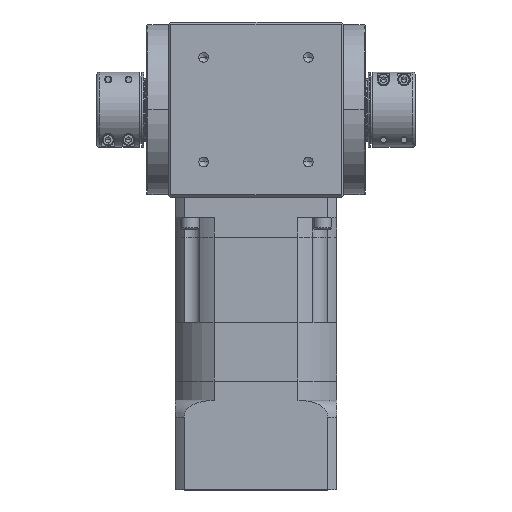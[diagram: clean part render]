
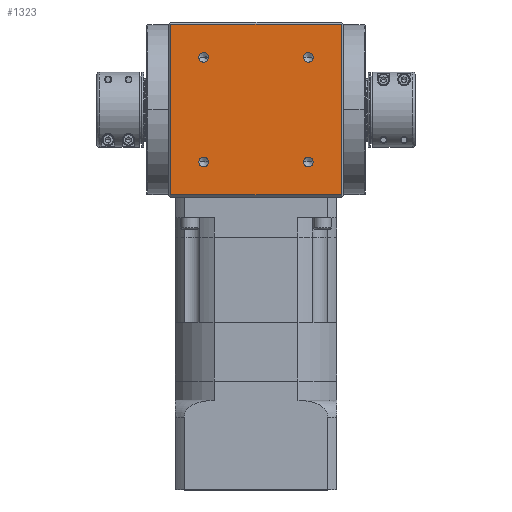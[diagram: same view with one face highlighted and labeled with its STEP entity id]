
A CAD part, top view. The second image highlights one B-rep face of the part: STEP entity #1323.
In plain terms, the highlighted planar face has unit normal (0, 0, 1).
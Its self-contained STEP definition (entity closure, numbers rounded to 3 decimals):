
#22 = CARTESIAN_POINT ( 'NONE',  ( -45.962, 236.038, 77. ) ) ;
#81 = DIRECTION ( 'NONE',  ( 0., 0., 1. ) ) ;
#225 = EDGE_CURVE ( 'NONE', #34789, #28653, #15958, .T. ) ;
#1096 = DIRECTION ( 'NONE',  ( 0., -1., 0. ) ) ;
#1218 = CARTESIAN_POINT ( 'NONE',  ( -45.962, 240.288, 77. ) ) ;
#1243 = DIRECTION ( 'NONE',  ( 0., -1., 0. ) ) ;
#1323 = ADVANCED_FACE ( 'NONE', ( #6822, #5894, #28750, #11989, #4028 ), #33294, .F. ) ;
#1368 = AXIS2_PLACEMENT_3D ( 'NONE', #18065, #81, #21043 ) ;
#2001 = DIRECTION ( 'NONE',  ( 0., -1., 0. ) ) ;
#2156 = DIRECTION ( 'NONE',  ( 0., 0., 1. ) ) ;
#2413 = AXIS2_PLACEMENT_3D ( 'NONE', #17422, #38232, #20425 ) ;
#3064 = DIRECTION ( 'NONE',  ( 0., -1., 0. ) ) ;
#3836 = ORIENTED_EDGE ( 'NONE', *, *, #15557, .F. ) ;
#3987 = ORIENTED_EDGE ( 'NONE', *, *, #12075, .F. ) ;
#4028 = FACE_OUTER_BOUND ( 'NONE', #15735, .T. ) ;
#4271 = VERTEX_POINT ( 'NONE', #6605 ) ;
#4347 = CARTESIAN_POINT ( 'NONE',  ( -74.872, 0., 77. ) ) ;
#5416 = CARTESIAN_POINT ( 'NONE',  ( -45.962, 236.038, 77. ) ) ;
#5894 = FACE_BOUND ( 'NONE', #14390, .T. ) ;
#5969 = EDGE_LOOP ( 'NONE', ( #18954, #24340 ) ) ;
#6012 = VERTEX_POINT ( 'NONE', #33886 ) ;
#6049 = EDGE_CURVE ( 'NONE', #34058, #14532, #18675, .T. ) ;
#6475 = CIRCLE ( 'NONE', #1368, 4.25 ) ;
#6605 = CARTESIAN_POINT ( 'NONE',  ( 45.962, 332.212, 77. ) ) ;
#6822 = FACE_BOUND ( 'NONE', #5969, .T. ) ;
#7565 = ORIENTED_EDGE ( 'NONE', *, *, #20646, .F. ) ;
#7877 = DIRECTION ( 'NONE',  ( 0., 0., 1. ) ) ;
#7948 = VERTEX_POINT ( 'NONE', #11484 ) ;
#9137 = EDGE_CURVE ( 'NONE', #32507, #38206, #16482, .T. ) ;
#9643 = DIRECTION ( 'NONE',  ( -1., 0., 0. ) ) ;
#11092 = EDGE_CURVE ( 'NONE', #25672, #4271, #6475, .T. ) ;
#11147 = EDGE_CURVE ( 'NONE', #14532, #34058, #31326, .T. ) ;
#11484 = CARTESIAN_POINT ( 'NONE',  ( 45.962, 240.288, 77. ) ) ;
#11989 = FACE_BOUND ( 'NONE', #30697, .T. ) ;
#12075 = EDGE_CURVE ( 'NONE', #4271, #25672, #35550, .T. ) ;
#12401 = CARTESIAN_POINT ( 'NONE',  ( -45.962, 327.962, 77. ) ) ;
#12870 = LINE ( 'NONE', #22001, #19913 ) ;
#13586 = AXIS2_PLACEMENT_3D ( 'NONE', #5416, #2156, #2001 ) ;
#14390 = EDGE_LOOP ( 'NONE', ( #27722, #3987 ) ) ;
#14532 = VERTEX_POINT ( 'NONE', #30541 ) ;
#14910 = EDGE_LOOP ( 'NONE', ( #21138, #7565 ) ) ;
#15256 = EDGE_CURVE ( 'NONE', #6012, #32507, #12870, .T. ) ;
#15417 = ORIENTED_EDGE ( 'NONE', *, *, #9137, .F. ) ;
#15429 = DIRECTION ( 'NONE',  ( 0., -1., 0. ) ) ;
#15557 = EDGE_CURVE ( 'NONE', #28653, #34789, #27273, .T. ) ;
#15735 = EDGE_LOOP ( 'NONE', ( #15417, #23660, #26422, #22732 ) ) ;
#15958 = CIRCLE ( 'NONE', #13586, 4.25 ) ;
#16054 = LINE ( 'NONE', #33556, #22963 ) ;
#16482 = LINE ( 'NONE', #29680, #32325 ) ;
#16704 = AXIS2_PLACEMENT_3D ( 'NONE', #36874, #19058, #1096 ) ;
#17422 = CARTESIAN_POINT ( 'NONE',  ( 45.962, 327.962, 77. ) ) ;
#17459 = AXIS2_PLACEMENT_3D ( 'NONE', #12401, #33274, #15429 ) ;
#18065 = CARTESIAN_POINT ( 'NONE',  ( 45.962, 327.962, 77. ) ) ;
#18675 = CIRCLE ( 'NONE', #27401, 4.25 ) ;
#18954 = ORIENTED_EDGE ( 'NONE', *, *, #11147, .F. ) ;
#19030 = VERTEX_POINT ( 'NONE', #20195 ) ;
#19058 = DIRECTION ( 'NONE',  ( 0., 0., 1. ) ) ;
#19204 = DIRECTION ( 'NONE',  ( 0., 0., 1. ) ) ;
#19913 = VECTOR ( 'NONE', #24951, 1000. ) ;
#20195 = CARTESIAN_POINT ( 'NONE',  ( -74.872, 207., 77. ) ) ;
#20425 = DIRECTION ( 'NONE',  ( 0., -1., 0. ) ) ;
#20646 = EDGE_CURVE ( 'NONE', #7948, #28306, #29090, .T. ) ;
#20987 = DIRECTION ( 'NONE',  ( 0., 0., 1. ) ) ;
#21043 = DIRECTION ( 'NONE',  ( 0., -1., 0. ) ) ;
#21116 = ORIENTED_EDGE ( 'NONE', *, *, #225, .F. ) ;
#21138 = ORIENTED_EDGE ( 'NONE', *, *, #23025, .F. ) ;
#22001 = CARTESIAN_POINT ( 'NONE',  ( -95., 357., 77. ) ) ;
#22732 = ORIENTED_EDGE ( 'NONE', *, *, #30769, .F. ) ;
#22963 = VECTOR ( 'NONE', #9643, 1000. ) ;
#23025 = EDGE_CURVE ( 'NONE', #28306, #7948, #28841, .T. ) ;
#23273 = CARTESIAN_POINT ( 'NONE',  ( -45.962, 332.212, 77. ) ) ;
#23497 = CARTESIAN_POINT ( 'NONE',  ( 74.872, 207., 77. ) ) ;
#23660 = ORIENTED_EDGE ( 'NONE', *, *, #15256, .F. ) ;
#24340 = ORIENTED_EDGE ( 'NONE', *, *, #6049, .F. ) ;
#24662 = CARTESIAN_POINT ( 'NONE',  ( 45.962, 323.712, 77. ) ) ;
#24951 = DIRECTION ( 'NONE',  ( 1., 0., 0. ) ) ;
#25188 = DIRECTION ( 'NONE',  ( 0., 1., 0. ) ) ;
#25193 = EDGE_CURVE ( 'NONE', #19030, #6012, #28697, .T. ) ;
#25480 = CARTESIAN_POINT ( 'NONE',  ( 74.872, 357., 77. ) ) ;
#25672 = VERTEX_POINT ( 'NONE', #24662 ) ;
#25704 = CARTESIAN_POINT ( 'NONE',  ( 45.962, 236.038, 77. ) ) ;
#26157 = CARTESIAN_POINT ( 'NONE',  ( 45.962, 231.788, 77. ) ) ;
#26422 = ORIENTED_EDGE ( 'NONE', *, *, #25193, .F. ) ;
#27273 = CIRCLE ( 'NONE', #28492, 4.25 ) ;
#27401 = AXIS2_PLACEMENT_3D ( 'NONE', #37026, #19204, #1243 ) ;
#27722 = ORIENTED_EDGE ( 'NONE', *, *, #11092, .F. ) ;
#28306 = VERTEX_POINT ( 'NONE', #26157 ) ;
#28492 = AXIS2_PLACEMENT_3D ( 'NONE', #22, #20987, #3064 ) ;
#28594 = CARTESIAN_POINT ( 'NONE',  ( -45.962, 231.788, 77. ) ) ;
#28653 = VERTEX_POINT ( 'NONE', #1218 ) ;
#28697 = LINE ( 'NONE', #4347, #29682 ) ;
#28716 = DIRECTION ( 'NONE',  ( 0., -1., 0. ) ) ;
#28750 = FACE_BOUND ( 'NONE', #14910, .T. ) ;
#28841 = CIRCLE ( 'NONE', #32233, 4.25 ) ;
#29090 = CIRCLE ( 'NONE', #16704, 4.25 ) ;
#29410 = DIRECTION ( 'NONE',  ( 0., -1., 0. ) ) ;
#29680 = CARTESIAN_POINT ( 'NONE',  ( 74.872, 0., 77. ) ) ;
#29682 = VECTOR ( 'NONE', #25188, 1000. ) ;
#30541 = CARTESIAN_POINT ( 'NONE',  ( -45.962, 323.712, 77. ) ) ;
#30697 = EDGE_LOOP ( 'NONE', ( #21116, #3836 ) ) ;
#30769 = EDGE_CURVE ( 'NONE', #38206, #19030, #16054, .T. ) ;
#31098 = AXIS2_PLACEMENT_3D ( 'NONE', #35454, #34929, #36108 ) ;
#31326 = CIRCLE ( 'NONE', #17459, 4.25 ) ;
#32233 = AXIS2_PLACEMENT_3D ( 'NONE', #25704, #7877, #28716 ) ;
#32325 = VECTOR ( 'NONE', #29410, 1000. ) ;
#32507 = VERTEX_POINT ( 'NONE', #25480 ) ;
#33274 = DIRECTION ( 'NONE',  ( 0., 0., 1. ) ) ;
#33294 = PLANE ( 'NONE',  #31098 ) ;
#33556 = CARTESIAN_POINT ( 'NONE',  ( -95., 207., 77. ) ) ;
#33886 = CARTESIAN_POINT ( 'NONE',  ( -74.872, 357., 77. ) ) ;
#34058 = VERTEX_POINT ( 'NONE', #23273 ) ;
#34789 = VERTEX_POINT ( 'NONE', #28594 ) ;
#34929 = DIRECTION ( 'NONE',  ( 0., 0., -1. ) ) ;
#35454 = CARTESIAN_POINT ( 'NONE',  ( -95., 359., 77. ) ) ;
#35550 = CIRCLE ( 'NONE', #2413, 4.25 ) ;
#36108 = DIRECTION ( 'NONE',  ( 0., 1., 0. ) ) ;
#36874 = CARTESIAN_POINT ( 'NONE',  ( 45.962, 236.038, 77. ) ) ;
#37026 = CARTESIAN_POINT ( 'NONE',  ( -45.962, 327.962, 77. ) ) ;
#38206 = VERTEX_POINT ( 'NONE', #23497 ) ;
#38232 = DIRECTION ( 'NONE',  ( 0., 0., 1. ) ) ;
